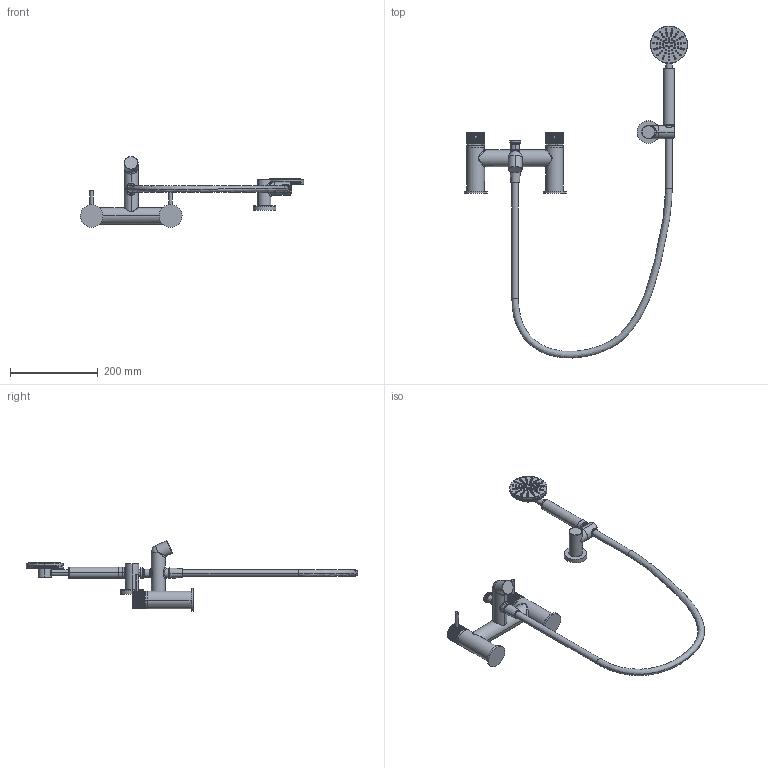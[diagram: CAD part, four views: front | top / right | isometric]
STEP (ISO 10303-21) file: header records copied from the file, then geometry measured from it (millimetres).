
FILE_DESCRIPTION((''),'2;1');
FILE_NAME('64275_ASM','2026-01-27T21:11:54',('dell'),(''),'CREO PARAMETRIC BY PTC INC, 2019224','CREO PARAMETRIC BY PTC INC, 2019224','');
FILE_SCHEMA(('CONFIG_CONTROL_DESIGN'));
Products named in the file (13): 64223-01; 6427501; 275-01; ADMI3B9036AFM9ZY_1; ADMI3B9036AFM9ZY_2; ADMI3B9036AFM9ZY_3; ADMI3B9036AFM9ZY_4; ADMI3B9036AFM9ZY_5; ADMI3B9036AFM9ZY_6; ADMI3B9036AFM9ZY_7; ADMI3B9036AFM9ZY_ASM; CJ170_ASM; 64275_ASM
Assembly tree (12 placements, depth 4):
  64275_ASM
    64223-01
    6427501
    275-01
    CJ170_ASM
      ADMI3B9036AFM9ZY_ASM
        ADMI3B9036AFM9ZY_1
        ADMI3B9036AFM9ZY_2
        ADMI3B9036AFM9ZY_3
        ADMI3B9036AFM9ZY_4
        ADMI3B9036AFM9ZY_5
        ADMI3B9036AFM9ZY_6
        ADMI3B9036AFM9ZY_7
Bounding box: 509.37 x 757.26 x 161.52 mm (x, y, z)
Volume: 1001823.5 mm3; surface area: 250937.9 mm2
Topology: 12 solids, 12 shells, 2987 faces, 7599 edges, 4779 vertices
Faces by surface type: cylinder 1015, plane 852, torus 776, cone 317, bspline 26, sphere 1
Entity records: 103420 total; most frequent: CARTESIAN_POINT 27396, DIRECTION 17828, ORIENTED_EDGE 15198, AXIS2_PLACEMENT_3D 7813, EDGE_CURVE 7599, CIRCLE 4819, VERTEX_POINT 4779, EDGE_LOOP 3402
